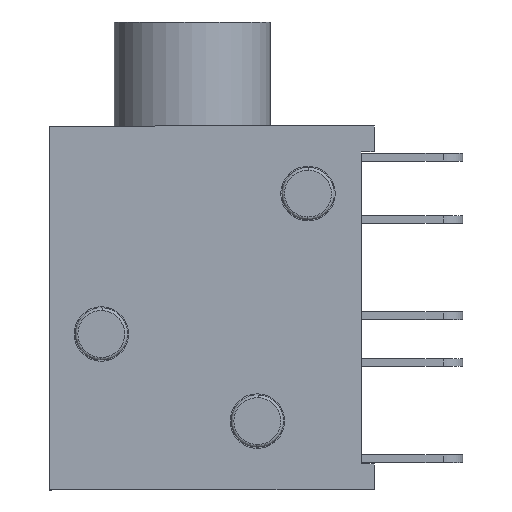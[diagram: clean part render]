
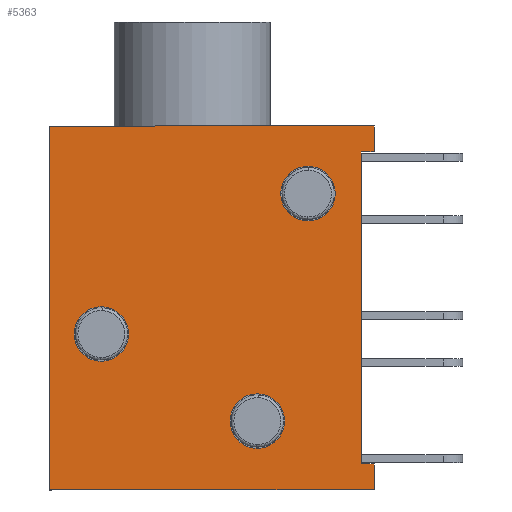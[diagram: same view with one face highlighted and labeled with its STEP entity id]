
A CAD part, left-side view. The second image highlights one B-rep face of the part: STEP entity #5363.
In plain terms, the highlighted planar face has unit normal (-1, 0, 0).
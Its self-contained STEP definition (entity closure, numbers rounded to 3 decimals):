
#3 = FACE_OUTER_BOUND ( 'NONE', #5695, .T. ) ;
#63 = DIRECTION ( 'NONE',  ( -1., 0., 0. ) ) ;
#182 = CARTESIAN_POINT ( 'NONE',  ( -4.895, -8.047, -5.553 ) ) ;
#190 = VECTOR ( 'NONE', #2303, 1000. ) ;
#229 = CIRCLE ( 'NONE', #3465, 1.05 ) ;
#245 = EDGE_CURVE ( 'NONE', #5700, #2197, #5416, .T. ) ;
#282 = VERTEX_POINT ( 'NONE', #1446 ) ;
#307 = VERTEX_POINT ( 'NONE', #961 ) ;
#360 = LINE ( 'NONE', #1272, #947 ) ;
#373 = DIRECTION ( 'NONE',  ( -1., 0., 0. ) ) ;
#502 = ORIENTED_EDGE ( 'NONE', *, *, #5309, .F. ) ;
#615 = VERTEX_POINT ( 'NONE', #5428 ) ;
#619 = ORIENTED_EDGE ( 'NONE', *, *, #5187, .F. ) ;
#632 = LINE ( 'NONE', #4612, #3273 ) ;
#690 = VERTEX_POINT ( 'NONE', #1172 ) ;
#744 = ORIENTED_EDGE ( 'NONE', *, *, #4306, .T. ) ;
#813 = CARTESIAN_POINT ( 'NONE',  ( -4.895, -3.297, -3.953 ) ) ;
#872 = VECTOR ( 'NONE', #2279, 1000. ) ;
#886 = ORIENTED_EDGE ( 'NONE', *, *, #2620, .F. ) ;
#947 = VECTOR ( 'NONE', #5213, 1000. ) ;
#961 = CARTESIAN_POINT ( 'NONE',  ( -4.895, -9.547, -3.953 ) ) ;
#1009 = CARTESIAN_POINT ( 'NONE',  ( -4.895, -3.297, -2.953 ) ) ;
#1038 = LINE ( 'NONE', #1009, #872 ) ;
#1076 = CARTESIAN_POINT ( 'NONE',  ( -4.895, -9.047, -3.953 ) ) ;
#1096 = DIRECTION ( 'NONE',  ( -1., 0., 0. ) ) ;
#1154 = DIRECTION ( 'NONE',  ( 0., 1., 0. ) ) ;
#1172 = CARTESIAN_POINT ( 'NONE',  ( -4.895, -6.097, -14.303 ) ) ;
#1253 = CARTESIAN_POINT ( 'NONE',  ( -4.895, -9.547, -15.953 ) ) ;
#1266 = DIRECTION ( 'NONE',  ( 0., 1., 0. ) ) ;
#1272 = CARTESIAN_POINT ( 'NONE',  ( -4.895, -9.047, -9.953 ) ) ;
#1308 = AXIS2_PLACEMENT_3D ( 'NONE', #4148, #4903, #1914 ) ;
#1317 = VECTOR ( 'NONE', #1154, 1000. ) ;
#1446 = CARTESIAN_POINT ( 'NONE',  ( -4.895, 2.953, -16.953 ) ) ;
#1526 = VERTEX_POINT ( 'NONE', #3185 ) ;
#1619 = AXIS2_PLACEMENT_3D ( 'NONE', #2038, #4191, #5585 ) ;
#1696 = PLANE ( 'NONE',  #1887 ) ;
#1786 = CIRCLE ( 'NONE', #1874, 1.05 ) ;
#1810 = DIRECTION ( 'NONE',  ( 0., -1., 0. ) ) ;
#1833 = EDGE_CURVE ( 'NONE', #307, #2379, #2626, .T. ) ;
#1874 = AXIS2_PLACEMENT_3D ( 'NONE', #2925, #1096, #2365 ) ;
#1887 = AXIS2_PLACEMENT_3D ( 'NONE', #4275, #373, #4781 ) ;
#1890 = ORIENTED_EDGE ( 'NONE', *, *, #5540, .F. ) ;
#1914 = DIRECTION ( 'NONE',  ( 0., -1., 0. ) ) ;
#1952 = CIRCLE ( 'NONE', #1308, 1.05 ) ;
#1964 = VECTOR ( 'NONE', #4289, 1000. ) ;
#1976 = EDGE_CURVE ( 'NONE', #5398, #1526, #1952, .T. ) ;
#2038 = CARTESIAN_POINT ( 'NONE',  ( -4.895, -5.047, -14.303 ) ) ;
#2112 = ORIENTED_EDGE ( 'NONE', *, *, #3375, .F. ) ;
#2188 = ORIENTED_EDGE ( 'NONE', *, *, #1976, .T. ) ;
#2197 = VERTEX_POINT ( 'NONE', #1253 ) ;
#2257 = AXIS2_PLACEMENT_3D ( 'NONE', #4420, #5238, #3990 ) ;
#2279 = DIRECTION ( 'NONE',  ( 0., -1., 0. ) ) ;
#2303 = DIRECTION ( 'NONE',  ( 0., 0., 1. ) ) ;
#2312 = VERTEX_POINT ( 'NONE', #182 ) ;
#2365 = DIRECTION ( 'NONE',  ( 0., -1., 0. ) ) ;
#2379 = VERTEX_POINT ( 'NONE', #1076 ) ;
#2388 = CARTESIAN_POINT ( 'NONE',  ( -4.895, -4.197, -15.953 ) ) ;
#2499 = VERTEX_POINT ( 'NONE', #4742 ) ;
#2532 = CIRCLE ( 'NONE', #2257, 1.05 ) ;
#2561 = EDGE_CURVE ( 'NONE', #307, #3503, #4854, .T. ) ;
#2602 = DIRECTION ( 'NONE',  ( 0., 0., 1. ) ) ;
#2620 = EDGE_CURVE ( 'NONE', #2379, #4902, #360, .T. ) ;
#2626 = LINE ( 'NONE', #813, #3621 ) ;
#2638 = CIRCLE ( 'NONE', #4208, 1.05 ) ;
#2669 = VERTEX_POINT ( 'NONE', #3537 ) ;
#2860 = EDGE_CURVE ( 'NONE', #2197, #4902, #3303, .T. ) ;
#2919 = DIRECTION ( 'NONE',  ( 0., 0., 1. ) ) ;
#2925 = CARTESIAN_POINT ( 'NONE',  ( -4.895, -6.997, -5.553 ) ) ;
#3013 = EDGE_LOOP ( 'NONE', ( #502, #619 ) ) ;
#3086 = FACE_BOUND ( 'NONE', #5107, .T. ) ;
#3185 = CARTESIAN_POINT ( 'NONE',  ( -4.895, -0.097, -10.953 ) ) ;
#3225 = CARTESIAN_POINT ( 'NONE',  ( -4.895, -6.997, -5.553 ) ) ;
#3243 = CARTESIAN_POINT ( 'NONE',  ( -4.895, -9.547, -16.453 ) ) ;
#3273 = VECTOR ( 'NONE', #2919, 1000. ) ;
#3300 = CARTESIAN_POINT ( 'NONE',  ( -4.895, 0.953, -10.953 ) ) ;
#3303 = LINE ( 'NONE', #2388, #1317 ) ;
#3359 = DIRECTION ( 'NONE',  ( 1., 0., 0. ) ) ;
#3375 = EDGE_CURVE ( 'NONE', #5700, #282, #4206, .T. ) ;
#3465 = AXIS2_PLACEMENT_3D ( 'NONE', #3300, #3359, #5054 ) ;
#3501 = FACE_BOUND ( 'NONE', #3013, .T. ) ;
#3503 = VERTEX_POINT ( 'NONE', #4770 ) ;
#3537 = CARTESIAN_POINT ( 'NONE',  ( -4.895, -3.997, -14.303 ) ) ;
#3593 = CARTESIAN_POINT ( 'NONE',  ( -4.895, -9.047, -15.953 ) ) ;
#3621 = VECTOR ( 'NONE', #1266, 1000. ) ;
#3630 = VECTOR ( 'NONE', #2602, 1000. ) ;
#3684 = EDGE_CURVE ( 'NONE', #2499, #3503, #1038, .T. ) ;
#3868 = CARTESIAN_POINT ( 'NONE',  ( -4.895, 2.003, -10.953 ) ) ;
#3880 = EDGE_CURVE ( 'NONE', #615, #2312, #1786, .T. ) ;
#3910 = CARTESIAN_POINT ( 'NONE',  ( -4.895, -9.547, -3.453 ) ) ;
#3990 = DIRECTION ( 'NONE',  ( 0., -1., 0. ) ) ;
#4060 = ORIENTED_EDGE ( 'NONE', *, *, #3880, .F. ) ;
#4148 = CARTESIAN_POINT ( 'NONE',  ( -4.895, 0.953, -10.953 ) ) ;
#4158 = EDGE_LOOP ( 'NONE', ( #1890, #4060 ) ) ;
#4191 = DIRECTION ( 'NONE',  ( -1., 0., 0. ) ) ;
#4206 = LINE ( 'NONE', #4598, #1964 ) ;
#4208 = AXIS2_PLACEMENT_3D ( 'NONE', #3225, #63, #1810 ) ;
#4231 = EDGE_CURVE ( 'NONE', #282, #2499, #632, .T. ) ;
#4275 = CARTESIAN_POINT ( 'NONE',  ( -4.895, -9.797, -17.233 ) ) ;
#4289 = DIRECTION ( 'NONE',  ( 0., 1., 0. ) ) ;
#4303 = CIRCLE ( 'NONE', #1619, 1.05 ) ;
#4306 = EDGE_CURVE ( 'NONE', #1526, #5398, #229, .T. ) ;
#4420 = CARTESIAN_POINT ( 'NONE',  ( -4.895, -5.047, -14.303 ) ) ;
#4598 = CARTESIAN_POINT ( 'NONE',  ( -4.895, -3.297, -16.953 ) ) ;
#4612 = CARTESIAN_POINT ( 'NONE',  ( -4.895, 2.953, -9.953 ) ) ;
#4671 = CARTESIAN_POINT ( 'NONE',  ( -4.895, -9.547, -16.953 ) ) ;
#4742 = CARTESIAN_POINT ( 'NONE',  ( -4.895, 2.953, -2.953 ) ) ;
#4750 = ORIENTED_EDGE ( 'NONE', *, *, #2860, .T. ) ;
#4770 = CARTESIAN_POINT ( 'NONE',  ( -4.895, -9.547, -2.953 ) ) ;
#4781 = DIRECTION ( 'NONE',  ( 0., 0., 1. ) ) ;
#4787 = ORIENTED_EDGE ( 'NONE', *, *, #245, .T. ) ;
#4854 = LINE ( 'NONE', #3910, #3630 ) ;
#4902 = VERTEX_POINT ( 'NONE', #3593 ) ;
#4903 = DIRECTION ( 'NONE',  ( 1., 0., 0. ) ) ;
#5023 = ORIENTED_EDGE ( 'NONE', *, *, #4231, .F. ) ;
#5054 = DIRECTION ( 'NONE',  ( 0., -1., 0. ) ) ;
#5107 = EDGE_LOOP ( 'NONE', ( #744, #2188 ) ) ;
#5143 = ORIENTED_EDGE ( 'NONE', *, *, #2561, .T. ) ;
#5187 = EDGE_CURVE ( 'NONE', #2669, #690, #2532, .T. ) ;
#5213 = DIRECTION ( 'NONE',  ( 0., 0., -1. ) ) ;
#5227 = ORIENTED_EDGE ( 'NONE', *, *, #1833, .F. ) ;
#5238 = DIRECTION ( 'NONE',  ( -1., 0., 0. ) ) ;
#5309 = EDGE_CURVE ( 'NONE', #690, #2669, #4303, .T. ) ;
#5363 = ADVANCED_FACE ( 'NONE', ( #3086, #3501, #5699, #3 ), #1696, .T. ) ;
#5398 = VERTEX_POINT ( 'NONE', #3868 ) ;
#5416 = LINE ( 'NONE', #3243, #190 ) ;
#5428 = CARTESIAN_POINT ( 'NONE',  ( -4.895, -5.947, -5.553 ) ) ;
#5457 = ORIENTED_EDGE ( 'NONE', *, *, #3684, .F. ) ;
#5540 = EDGE_CURVE ( 'NONE', #2312, #615, #2638, .T. ) ;
#5585 = DIRECTION ( 'NONE',  ( 0., -1., 0. ) ) ;
#5695 = EDGE_LOOP ( 'NONE', ( #4787, #4750, #886, #5227, #5143, #5457, #5023, #2112 ) ) ;
#5699 = FACE_BOUND ( 'NONE', #4158, .T. ) ;
#5700 = VERTEX_POINT ( 'NONE', #4671 ) ;
